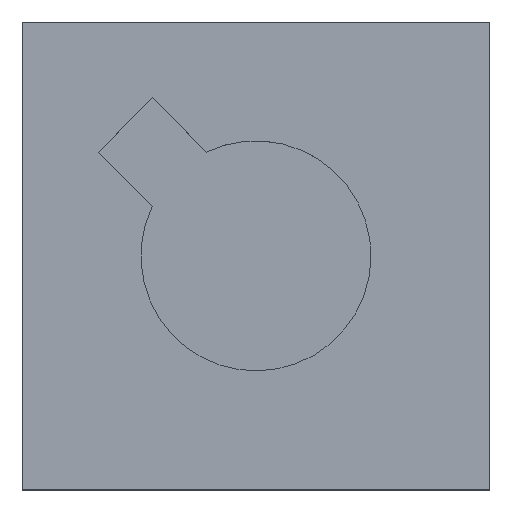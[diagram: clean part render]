
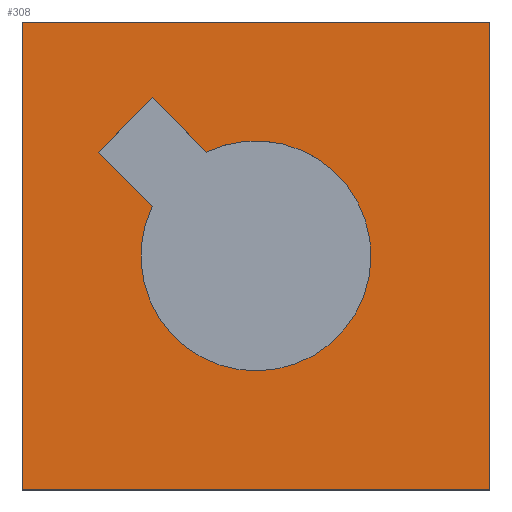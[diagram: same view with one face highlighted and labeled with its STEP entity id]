
A CAD part, top view. The second image highlights one B-rep face of the part: STEP entity #308.
In plain terms, the highlighted face is planar.
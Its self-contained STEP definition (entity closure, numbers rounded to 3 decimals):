
#19=FACE_BOUND('',#120,.T.);
#30=LINE('',#498,#55);
#35=LINE('',#513,#60);
#38=LINE('',#518,#63);
#39=LINE('',#520,#64);
#43=LINE('',#534,#68);
#46=LINE('',#539,#71);
#48=LINE('',#543,#73);
#55=VECTOR('',#408,1000.);
#60=VECTOR('',#423,1000.);
#63=VECTOR('',#428,1000.);
#64=VECTOR('',#431,1000.);
#68=VECTOR('',#443,1000.);
#71=VECTOR('',#448,1000.);
#73=VECTOR('',#452,1000.);
#97=FACE_OUTER_BOUND('',#119,.T.);
#119=EDGE_LOOP('',(#262,#263,#264,#265));
#120=EDGE_LOOP('',(#266,#267,#268,#269));
#134=CIRCLE('',#360,0.6);
#142=VERTEX_POINT('',#491);
#145=VERTEX_POINT('',#496);
#150=VERTEX_POINT('',#512);
#151=VERTEX_POINT('',#516);
#156=VERTEX_POINT('',#532);
#157=VERTEX_POINT('',#533);
#158=VERTEX_POINT('',#538);
#159=VERTEX_POINT('',#542);
#174=EDGE_CURVE('',#142,#145,#30,.T.);
#181=EDGE_CURVE('',#150,#142,#35,.T.);
#184=EDGE_CURVE('',#145,#151,#38,.T.);
#185=EDGE_CURVE('',#151,#150,#39,.T.);
#190=EDGE_CURVE('',#156,#157,#43,.T.);
#193=EDGE_CURVE('',#157,#158,#46,.T.);
#195=EDGE_CURVE('',#158,#159,#48,.T.);
#197=EDGE_CURVE('',#159,#156,#134,.T.);
#262=ORIENTED_EDGE('',*,*,#181,.T.);
#263=ORIENTED_EDGE('',*,*,#174,.T.);
#264=ORIENTED_EDGE('',*,*,#184,.T.);
#265=ORIENTED_EDGE('',*,*,#185,.T.);
#266=ORIENTED_EDGE('',*,*,#195,.F.);
#267=ORIENTED_EDGE('',*,*,#193,.F.);
#268=ORIENTED_EDGE('',*,*,#190,.F.);
#269=ORIENTED_EDGE('',*,*,#197,.F.);
#288=PLANE('',#359);
#308=ADVANCED_FACE('',(#97,#19),#288,.T.);
#359=AXIS2_PLACEMENT_3D('',#545,#454,#455);
#360=AXIS2_PLACEMENT_3D('',#546,#456,#457);
#408=DIRECTION('',(-1.,0.,0.));
#423=DIRECTION('',(0.,0.,-1.));
#428=DIRECTION('',(0.,0.,1.));
#431=DIRECTION('',(1.,0.,0.));
#443=DIRECTION('',(-0.707,0.,-0.707));
#448=DIRECTION('',(-0.707,0.,0.707));
#452=DIRECTION('',(0.707,0.,0.707));
#454=DIRECTION('center_axis',(0.,1.,0.));
#455=DIRECTION('ref_axis',(0.,0.,1.));
#456=DIRECTION('center_axis',(0.,1.,0.));
#457=DIRECTION('ref_axis',(0.,0.,1.));
#491=CARTESIAN_POINT('',(1.241,0.105,0.461));
#496=CARTESIAN_POINT('',(-1.199,0.105,0.461));
#498=CARTESIAN_POINT('',(1.241,0.105,0.461));
#512=CARTESIAN_POINT('',(1.241,0.105,2.901));
#513=CARTESIAN_POINT('',(1.241,0.105,2.901));
#516=CARTESIAN_POINT('',(-1.199,0.105,2.901));
#518=CARTESIAN_POINT('',(-1.199,0.105,0.461));
#520=CARTESIAN_POINT('',(-1.199,0.105,2.901));
#532=CARTESIAN_POINT('',(-0.238,0.105,1.14));
#533=CARTESIAN_POINT('',(-0.52,0.105,0.857));
#534=CARTESIAN_POINT('',(-0.52,0.105,0.857));
#538=CARTESIAN_POINT('',(-0.803,0.105,1.14));
#539=CARTESIAN_POINT('',(-0.803,0.105,1.14));
#542=CARTESIAN_POINT('',(-0.52,0.105,1.423));
#543=CARTESIAN_POINT('',(-0.803,0.105,1.14));
#545=CARTESIAN_POINT('Origin',(0.021,0.105,1.681));
#546=CARTESIAN_POINT('Origin',(0.021,0.105,1.681));
